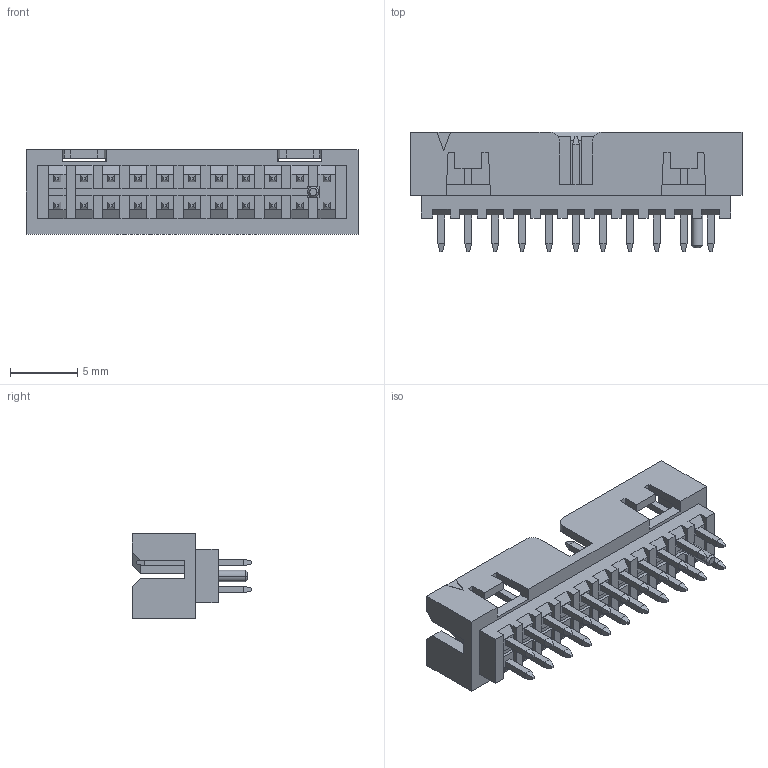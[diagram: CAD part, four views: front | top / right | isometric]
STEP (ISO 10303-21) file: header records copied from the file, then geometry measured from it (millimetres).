
FILE_DESCRIPTION((''),'2;1');
FILE_NAME('878312228','2014-01-31T',('me'),(''),'PRO/ENGINEER BY PARAMETRIC TECHNOLOGY CORPORATION, 2011490','PRO/ENGINEER BY PARAMETRIC TECHNOLOGY CORPORATION, 2011490','');
FILE_SCHEMA(('CONFIG_CONTROL_DESIGN'));
Length unit declared in the file: millimetre
Products named in the file (1): 878312228
Bounding box: 24.65 x 8.9 x 6.3 mm (x, y, z)
Volume: 426 mm3; surface area: 1158.4 mm2
Topology: 1 solids, 1 shells, 602 faces, 1535 edges, 978 vertices
Faces by surface type: plane 596, cylinder 4, cone 2
Entity records: 17605 total; most frequent: CARTESIAN_POINT 3078, ORIENTED_EDGE 2976, DIRECTION 2795, EDGE_CURVE 1488, VECTOR 1477, LINE 1477, VERTEX_POINT 930, AXIS2_PLACEMENT_3D 659
